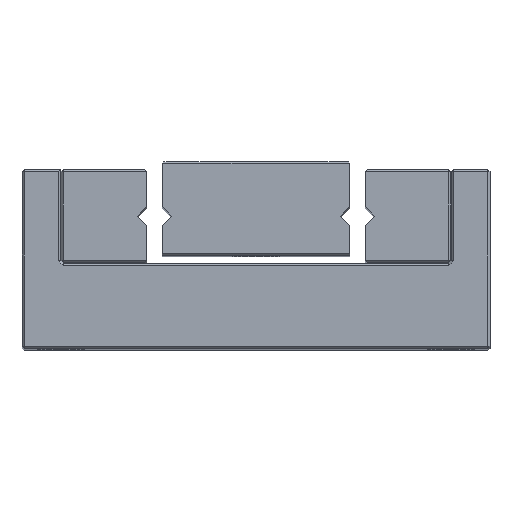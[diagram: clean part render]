
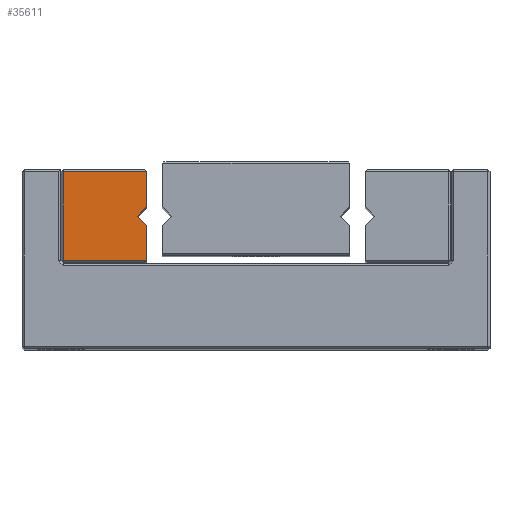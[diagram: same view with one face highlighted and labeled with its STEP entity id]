
A CAD part, top view. The second image highlights one B-rep face of the part: STEP entity #35611.
In plain terms, the highlighted planar face has unit normal (0, 0, 1).
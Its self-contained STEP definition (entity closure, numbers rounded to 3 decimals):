
#35211 = PLANE('',#35212);
#35212 = AXIS2_PLACEMENT_3D('',#35213,#35214,#35215);
#35213 = CARTESIAN_POINT('',(-7.,11.5,0.));
#35214 = DIRECTION('',(1.,0.,0.));
#35215 = DIRECTION('',(0.,-1.,0.));
#35236 = VERTEX_POINT('',#35237);
#35237 = CARTESIAN_POINT('',(-7.,11.35,65.));
#35263 = EDGE_CURVE('',#35236,#35264,#35266,.T.);
#35264 = VERTEX_POINT('',#35265);
#35265 = CARTESIAN_POINT('',(-7.,9.1,65.));
#35266 = SURFACE_CURVE('',#35267,(#35271,#35278),.PCURVE_S1.);
#35267 = LINE('',#35268,#35269);
#35268 = CARTESIAN_POINT('',(-7.,11.5,65.));
#35269 = VECTOR('',#35270,1.);
#35270 = DIRECTION('',(0.,-1.,0.));
#35271 = PCURVE('',#35211,#35272);
#35272 = DEFINITIONAL_REPRESENTATION('',(#35273),#35277);
#35273 = LINE('',#35274,#35275);
#35274 = CARTESIAN_POINT('',(0.,-65.));
#35275 = VECTOR('',#35276,1.);
#35276 = DIRECTION('',(1.,0.));
#35277 = ( GEOMETRIC_REPRESENTATION_CONTEXT(2) 
PARAMETRIC_REPRESENTATION_CONTEXT() REPRESENTATION_CONTEXT('2D SPACE',''
  ) );
#35278 = PCURVE('',#35279,#35284);
#35279 = PLANE('',#35280);
#35280 = AXIS2_PLACEMENT_3D('',#35281,#35282,#35283);
#35281 = CARTESIAN_POINT('',(-7.,11.5,65.));
#35282 = DIRECTION('',(0.,0.,1.));
#35283 = DIRECTION('',(1.,0.,0.));
#35284 = DEFINITIONAL_REPRESENTATION('',(#35285),#35289);
#35285 = LINE('',#35286,#35287);
#35286 = CARTESIAN_POINT('',(0.,0.));
#35287 = VECTOR('',#35288,1.);
#35288 = DIRECTION('',(0.,-1.));
#35289 = ( GEOMETRIC_REPRESENTATION_CONTEXT(2) 
PARAMETRIC_REPRESENTATION_CONTEXT() REPRESENTATION_CONTEXT('2D SPACE',''
  ) );
#35305 = PLANE('',#35306);
#35306 = AXIS2_PLACEMENT_3D('',#35307,#35308,#35309);
#35307 = CARTESIAN_POINT('',(-7.,9.1,0.));
#35308 = DIRECTION('',(0.707,-0.707,0.));
#35309 = DIRECTION('',(-0.707,-0.707,0.));
#35421 = PLANE('',#35422);
#35422 = AXIS2_PLACEMENT_3D('',#35423,#35424,#35425);
#35423 = CARTESIAN_POINT('',(-7.,7.9,0.));
#35424 = DIRECTION('',(1.,0.,0.));
#35425 = DIRECTION('',(0.,-1.,0.));
#35449 = PLANE('',#35450);
#35450 = AXIS2_PLACEMENT_3D('',#35451,#35452,#35453);
#35451 = CARTESIAN_POINT('',(-7.6,8.5,0.));
#35452 = DIRECTION('',(0.707,0.707,0.));
#35453 = DIRECTION('',(0.707,-0.707,0.));
#35525 = PLANE('',#35526);
#35526 = AXIS2_PLACEMENT_3D('',#35527,#35528,#35529);
#35527 = CARTESIAN_POINT('',(-12.5,11.425,64.925));
#35528 = DIRECTION('',(0.,0.707,0.707
    ));
#35529 = DIRECTION('',(-1.,0.,0.));
#35567 = EDGE_CURVE('',#35264,#35568,#35570,.T.);
#35568 = VERTEX_POINT('',#35569);
#35569 = CARTESIAN_POINT('',(-7.6,8.5,65.));
#35570 = SURFACE_CURVE('',#35571,(#35575,#35582),.PCURVE_S1.);
#35571 = LINE('',#35572,#35573);
#35572 = CARTESIAN_POINT('',(-7.,9.1,65.));
#35573 = VECTOR('',#35574,1.);
#35574 = DIRECTION('',(-0.707,-0.707,0.));
#35575 = PCURVE('',#35305,#35576);
#35576 = DEFINITIONAL_REPRESENTATION('',(#35577),#35581);
#35577 = LINE('',#35578,#35579);
#35578 = CARTESIAN_POINT('',(0.,-65.));
#35579 = VECTOR('',#35580,1.);
#35580 = DIRECTION('',(1.,0.));
#35581 = ( GEOMETRIC_REPRESENTATION_CONTEXT(2) 
PARAMETRIC_REPRESENTATION_CONTEXT() REPRESENTATION_CONTEXT('2D SPACE',''
  ) );
#35582 = PCURVE('',#35279,#35583);
#35583 = DEFINITIONAL_REPRESENTATION('',(#35584),#35588);
#35584 = LINE('',#35585,#35586);
#35585 = CARTESIAN_POINT('',(0.,-2.4));
#35586 = VECTOR('',#35587,1.);
#35587 = DIRECTION('',(-0.707,-0.707));
#35588 = ( GEOMETRIC_REPRESENTATION_CONTEXT(2) 
PARAMETRIC_REPRESENTATION_CONTEXT() REPRESENTATION_CONTEXT('2D SPACE',''
  ) );
#35611 = ADVANCED_FACE('',(#35612),#35279,.T.);
#35612 = FACE_BOUND('',#35613,.T.);
#35613 = EDGE_LOOP('',(#35614,#35615,#35638,#35666,#35694,#35717,#35738)
  );
#35614 = ORIENTED_EDGE('',*,*,#35263,.F.);
#35615 = ORIENTED_EDGE('',*,*,#35616,.F.);
#35616 = EDGE_CURVE('',#35617,#35236,#35619,.T.);
#35617 = VERTEX_POINT('',#35618);
#35618 = CARTESIAN_POINT('',(-12.35,11.35,65.));
#35619 = SURFACE_CURVE('',#35620,(#35624,#35631),.PCURVE_S1.);
#35620 = LINE('',#35621,#35622);
#35621 = CARTESIAN_POINT('',(-12.5,11.35,65.));
#35622 = VECTOR('',#35623,1.);
#35623 = DIRECTION('',(1.,0.,0.));
#35624 = PCURVE('',#35279,#35625);
#35625 = DEFINITIONAL_REPRESENTATION('',(#35626),#35630);
#35626 = LINE('',#35627,#35628);
#35627 = CARTESIAN_POINT('',(-5.5,-0.15));
#35628 = VECTOR('',#35629,1.);
#35629 = DIRECTION('',(1.,0.));
#35630 = ( GEOMETRIC_REPRESENTATION_CONTEXT(2) 
PARAMETRIC_REPRESENTATION_CONTEXT() REPRESENTATION_CONTEXT('2D SPACE',''
  ) );
#35631 = PCURVE('',#35525,#35632);
#35632 = DEFINITIONAL_REPRESENTATION('',(#35633),#35637);
#35633 = LINE('',#35634,#35635);
#35634 = CARTESIAN_POINT('',(0.,0.106));
#35635 = VECTOR('',#35636,1.);
#35636 = DIRECTION('',(-1.,0.));
#35637 = ( GEOMETRIC_REPRESENTATION_CONTEXT(2) 
PARAMETRIC_REPRESENTATION_CONTEXT() REPRESENTATION_CONTEXT('2D SPACE',''
  ) );
#35638 = ORIENTED_EDGE('',*,*,#35639,.F.);
#35639 = EDGE_CURVE('',#35640,#35617,#35642,.T.);
#35640 = VERTEX_POINT('',#35641);
#35641 = CARTESIAN_POINT('',(-12.35,5.65,65.));
#35642 = SURFACE_CURVE('',#35643,(#35647,#35654),.PCURVE_S1.);
#35643 = LINE('',#35644,#35645);
#35644 = CARTESIAN_POINT('',(-12.35,5.5,65.));
#35645 = VECTOR('',#35646,1.);
#35646 = DIRECTION('',(0.,1.,0.));
#35647 = PCURVE('',#35279,#35648);
#35648 = DEFINITIONAL_REPRESENTATION('',(#35649),#35653);
#35649 = LINE('',#35650,#35651);
#35650 = CARTESIAN_POINT('',(-5.35,-6.));
#35651 = VECTOR('',#35652,1.);
#35652 = DIRECTION('',(0.,1.));
#35653 = ( GEOMETRIC_REPRESENTATION_CONTEXT(2) 
PARAMETRIC_REPRESENTATION_CONTEXT() REPRESENTATION_CONTEXT('2D SPACE',''
  ) );
#35654 = PCURVE('',#35655,#35660);
#35655 = PLANE('',#35656);
#35656 = AXIS2_PLACEMENT_3D('',#35657,#35658,#35659);
#35657 = CARTESIAN_POINT('',(-12.425,5.5,64.925));
#35658 = DIRECTION('',(-0.707,0.,
    0.707));
#35659 = DIRECTION('',(0.,-1.,0.));
#35660 = DEFINITIONAL_REPRESENTATION('',(#35661),#35665);
#35661 = LINE('',#35662,#35663);
#35662 = CARTESIAN_POINT('',(0.,0.106));
#35663 = VECTOR('',#35664,1.);
#35664 = DIRECTION('',(-1.,0.));
#35665 = ( GEOMETRIC_REPRESENTATION_CONTEXT(2) 
PARAMETRIC_REPRESENTATION_CONTEXT() REPRESENTATION_CONTEXT('2D SPACE',''
  ) );
#35666 = ORIENTED_EDGE('',*,*,#35667,.F.);
#35667 = EDGE_CURVE('',#35668,#35640,#35670,.T.);
#35668 = VERTEX_POINT('',#35669);
#35669 = CARTESIAN_POINT('',(-7.,5.65,65.));
#35670 = SURFACE_CURVE('',#35671,(#35675,#35682),.PCURVE_S1.);
#35671 = LINE('',#35672,#35673);
#35672 = CARTESIAN_POINT('',(-7.,5.65,65.));
#35673 = VECTOR('',#35674,1.);
#35674 = DIRECTION('',(-1.,0.,0.));
#35675 = PCURVE('',#35279,#35676);
#35676 = DEFINITIONAL_REPRESENTATION('',(#35677),#35681);
#35677 = LINE('',#35678,#35679);
#35678 = CARTESIAN_POINT('',(0.,-5.85));
#35679 = VECTOR('',#35680,1.);
#35680 = DIRECTION('',(-1.,0.));
#35681 = ( GEOMETRIC_REPRESENTATION_CONTEXT(2) 
PARAMETRIC_REPRESENTATION_CONTEXT() REPRESENTATION_CONTEXT('2D SPACE',''
  ) );
#35682 = PCURVE('',#35683,#35688);
#35683 = PLANE('',#35684);
#35684 = AXIS2_PLACEMENT_3D('',#35685,#35686,#35687);
#35685 = CARTESIAN_POINT('',(-7.,5.575,64.925));
#35686 = DIRECTION('',(0.,-0.707,
    0.707));
#35687 = DIRECTION('',(1.,0.,0.));
#35688 = DEFINITIONAL_REPRESENTATION('',(#35689),#35693);
#35689 = LINE('',#35690,#35691);
#35690 = CARTESIAN_POINT('',(0.,0.106));
#35691 = VECTOR('',#35692,1.);
#35692 = DIRECTION('',(-1.,0.));
#35693 = ( GEOMETRIC_REPRESENTATION_CONTEXT(2) 
PARAMETRIC_REPRESENTATION_CONTEXT() REPRESENTATION_CONTEXT('2D SPACE',''
  ) );
#35694 = ORIENTED_EDGE('',*,*,#35695,.F.);
#35695 = EDGE_CURVE('',#35696,#35668,#35698,.T.);
#35696 = VERTEX_POINT('',#35697);
#35697 = CARTESIAN_POINT('',(-7.,7.9,65.));
#35698 = SURFACE_CURVE('',#35699,(#35703,#35710),.PCURVE_S1.);
#35699 = LINE('',#35700,#35701);
#35700 = CARTESIAN_POINT('',(-7.,7.9,65.));
#35701 = VECTOR('',#35702,1.);
#35702 = DIRECTION('',(0.,-1.,0.));
#35703 = PCURVE('',#35279,#35704);
#35704 = DEFINITIONAL_REPRESENTATION('',(#35705),#35709);
#35705 = LINE('',#35706,#35707);
#35706 = CARTESIAN_POINT('',(0.,-3.6));
#35707 = VECTOR('',#35708,1.);
#35708 = DIRECTION('',(0.,-1.));
#35709 = ( GEOMETRIC_REPRESENTATION_CONTEXT(2) 
PARAMETRIC_REPRESENTATION_CONTEXT() REPRESENTATION_CONTEXT('2D SPACE',''
  ) );
#35710 = PCURVE('',#35421,#35711);
#35711 = DEFINITIONAL_REPRESENTATION('',(#35712),#35716);
#35712 = LINE('',#35713,#35714);
#35713 = CARTESIAN_POINT('',(0.,-65.));
#35714 = VECTOR('',#35715,1.);
#35715 = DIRECTION('',(1.,0.));
#35716 = ( GEOMETRIC_REPRESENTATION_CONTEXT(2) 
PARAMETRIC_REPRESENTATION_CONTEXT() REPRESENTATION_CONTEXT('2D SPACE',''
  ) );
#35717 = ORIENTED_EDGE('',*,*,#35718,.F.);
#35718 = EDGE_CURVE('',#35568,#35696,#35719,.T.);
#35719 = SURFACE_CURVE('',#35720,(#35724,#35731),.PCURVE_S1.);
#35720 = LINE('',#35721,#35722);
#35721 = CARTESIAN_POINT('',(-7.6,8.5,65.));
#35722 = VECTOR('',#35723,1.);
#35723 = DIRECTION('',(0.707,-0.707,0.));
#35724 = PCURVE('',#35279,#35725);
#35725 = DEFINITIONAL_REPRESENTATION('',(#35726),#35730);
#35726 = LINE('',#35727,#35728);
#35727 = CARTESIAN_POINT('',(-0.6,-3.));
#35728 = VECTOR('',#35729,1.);
#35729 = DIRECTION('',(0.707,-0.707));
#35730 = ( GEOMETRIC_REPRESENTATION_CONTEXT(2) 
PARAMETRIC_REPRESENTATION_CONTEXT() REPRESENTATION_CONTEXT('2D SPACE',''
  ) );
#35731 = PCURVE('',#35449,#35732);
#35732 = DEFINITIONAL_REPRESENTATION('',(#35733),#35737);
#35733 = LINE('',#35734,#35735);
#35734 = CARTESIAN_POINT('',(0.,-65.));
#35735 = VECTOR('',#35736,1.);
#35736 = DIRECTION('',(1.,0.));
#35737 = ( GEOMETRIC_REPRESENTATION_CONTEXT(2) 
PARAMETRIC_REPRESENTATION_CONTEXT() REPRESENTATION_CONTEXT('2D SPACE',''
  ) );
#35738 = ORIENTED_EDGE('',*,*,#35567,.F.);
